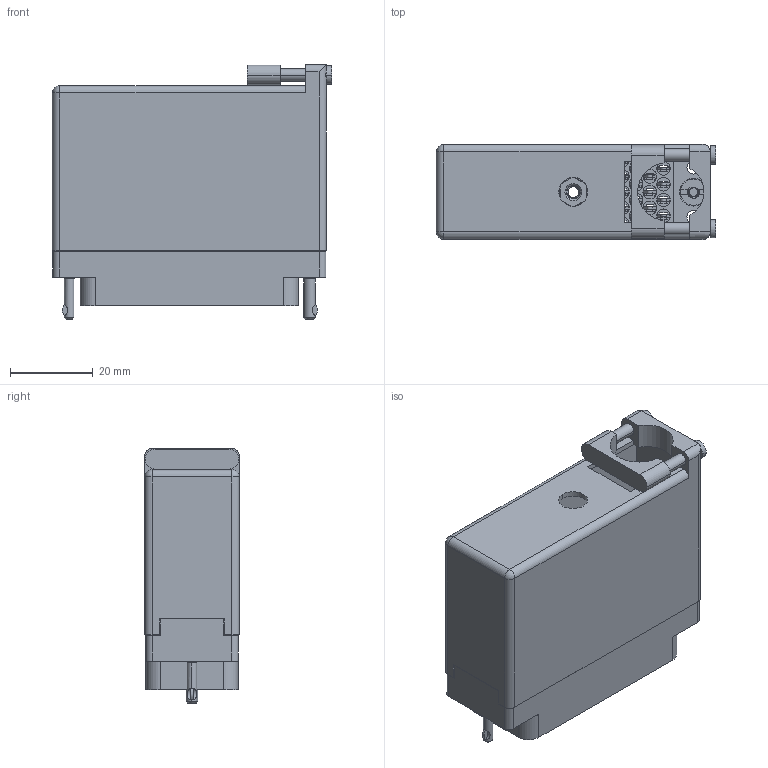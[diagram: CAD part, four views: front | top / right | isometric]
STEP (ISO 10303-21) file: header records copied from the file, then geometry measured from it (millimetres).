
FILE_DESCRIPTION (( 'STEP AP203' ), '1' );
FILE_NAME ('516-056-540-562.STEP', '2020-03-10T11:13:14', ( '' ), ( '' ), 'SwSTEP 2.0', 'SolidWorks 2016', '' );
FILE_SCHEMA (( 'CONFIG_CONTROL_DESIGN' ));
Length unit declared in the file: inch
Products named in the file (8): 516-252-035-100_516-252-035-100; 516-292-001_540 Contact; 516-222-038-102_057; 516-252-021-102_056; 516-230-001_Metal - 056 Top Entry; 516 Plug Insulator_056; 516-222-038-102_056; 516-056-540-562
Assembly tree (63 placements, depth 2):
  516-056-540-562
    516 Plug Insulator_056
    516-292-001_540 Contact  x56
    516-230-001_Metal - 056 Top Entry
    516-252-021-102_056  x2
    516-222-038-102_056
    516-252-035-100_516-252-035-100
    516-222-038-102_057
Bounding box: 67.31 x 22.83 x 61.44 mm (x, y, z)
Volume: 24884.3 mm3; surface area: 44658.8 mm2
Topology: 63 solids, 63 shells, 5550 faces, 16024 edges, 10620 vertices
Faces by surface type: plane 3337, cylinder 1783, bspline 378, cone 46, torus 4, sphere 2
Entity records: 60776 total; most frequent: CARTESIAN_POINT 16661, ORIENTED_EDGE 8984, DIRECTION 8504, EDGE_CURVE 4492, LINE 3122, VECTOR 3122, VERTEX_POINT 2970, AXIS2_PLACEMENT_3D 2691
